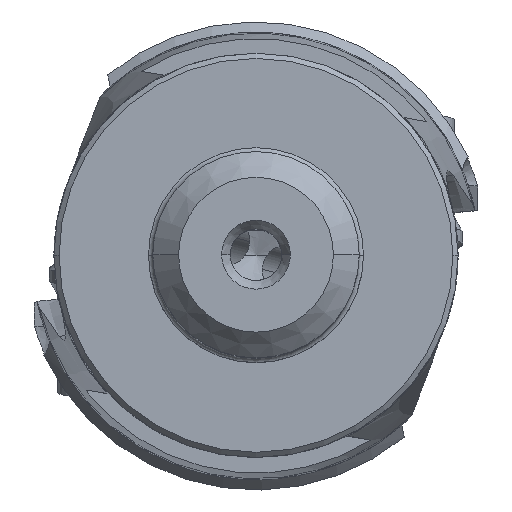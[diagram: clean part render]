
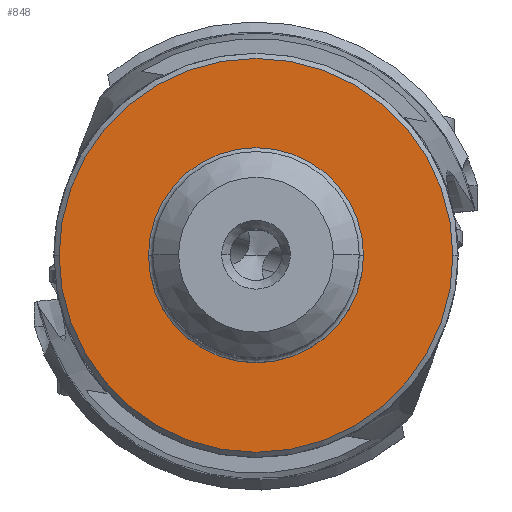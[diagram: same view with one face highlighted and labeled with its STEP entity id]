
A CAD part, top view. The second image highlights one B-rep face of the part: STEP entity #848.
In plain terms, the highlighted planar face has unit normal (0, 0, 1).
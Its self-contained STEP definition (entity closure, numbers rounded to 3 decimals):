
#848=ADVANCED_FACE('',(#1088,#1089),#1043,.T.);
#1043=PLANE('',#3745);
#1088=FACE_BOUND('',#1112,.T.);
#1089=FACE_BOUND('',#1113,.T.);
#1112=EDGE_LOOP('',(#1319,#1320));
#1113=EDGE_LOOP('',(#1321,#1322));
#1319=ORIENTED_EDGE('',*,*,#2814,.F.);
#1320=ORIENTED_EDGE('',*,*,#2815,.F.);
#1321=ORIENTED_EDGE('',*,*,#2816,.F.);
#1322=ORIENTED_EDGE('',*,*,#2817,.F.);
#2439=VERTEX_POINT('',#5215);
#2440=VERTEX_POINT('',#5216);
#2441=VERTEX_POINT('',#5219);
#2442=VERTEX_POINT('',#5220);
#2814=EDGE_CURVE('',#2439,#2440,#3374,.T.);
#2815=EDGE_CURVE('',#2440,#2439,#3375,.T.);
#2816=EDGE_CURVE('',#2441,#2442,#3376,.T.);
#2817=EDGE_CURVE('',#2442,#2441,#3377,.T.);
#3374=CIRCLE('',#3741,11.45);
#3375=CIRCLE('',#3742,11.45);
#3376=CIRCLE('',#3743,6.15);
#3377=CIRCLE('',#3744,6.15);
#3741=AXIS2_PLACEMENT_3D('',#5214,#4204,#4205);
#3742=AXIS2_PLACEMENT_3D('',#5217,#4206,#4207);
#3743=AXIS2_PLACEMENT_3D('',#5218,#4208,#4209);
#3744=AXIS2_PLACEMENT_3D('',#5221,#4210,#4211);
#3745=AXIS2_PLACEMENT_3D('',#5222,#4212,#4213);
#4204=DIRECTION('',(0.,0.,-1.));
#4205=DIRECTION('',(-1.,0.,0.));
#4206=DIRECTION('',(0.,0.,-1.));
#4207=DIRECTION('',(1.,0.,0.));
#4208=DIRECTION('',(0.,0.,1.));
#4209=DIRECTION('',(1.,0.,0.));
#4210=DIRECTION('',(0.,0.,1.));
#4211=DIRECTION('',(-1.,0.,0.));
#4212=DIRECTION('',(0.,0.,1.));
#4213=DIRECTION('',(1.,0.,0.));
#5214=CARTESIAN_POINT('',(0.,0.,0.));
#5215=CARTESIAN_POINT('',(-11.45,0.,0.));
#5216=CARTESIAN_POINT('',(11.45,0.,0.));
#5217=CARTESIAN_POINT('',(0.,0.,0.));
#5218=CARTESIAN_POINT('',(0.,0.,0.));
#5219=CARTESIAN_POINT('',(6.15,0.,0.));
#5220=CARTESIAN_POINT('',(-6.15,0.,0.));
#5221=CARTESIAN_POINT('',(0.,0.,0.));
#5222=CARTESIAN_POINT('',(0.,0.,0.));
